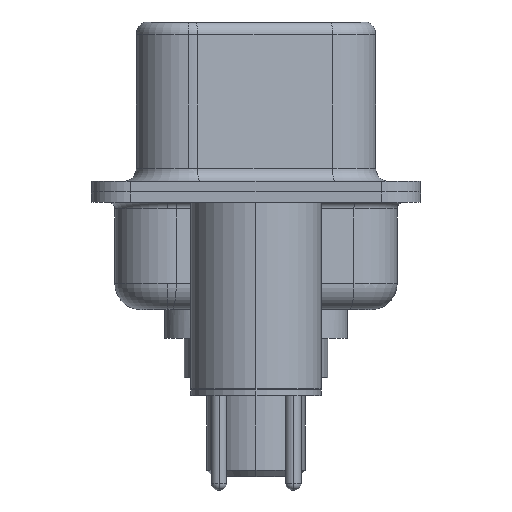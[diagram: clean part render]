
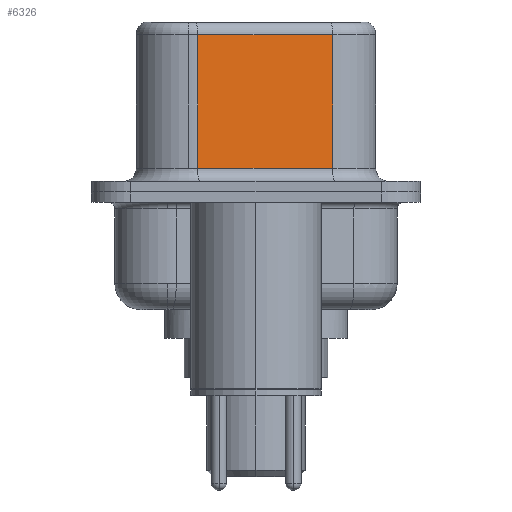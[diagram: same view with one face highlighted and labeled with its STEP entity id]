
A CAD part, left-side view. The second image highlights one B-rep face of the part: STEP entity #6326.
In plain terms, the highlighted planar face has unit normal (-0.985, -0.174, 0).
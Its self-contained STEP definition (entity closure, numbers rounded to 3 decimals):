
#548 = ORIENTED_EDGE ( 'NONE', *, *, #6657, .T. ) ;
#688 = VECTOR ( 'NONE', #7632, 1000. ) ;
#1010 = EDGE_CURVE ( 'NONE', #3633, #10510, #3789, .T. ) ;
#3406 = DIRECTION ( 'NONE',  ( -0.174, 0.985, 0. ) ) ;
#3451 = PLANE ( 'NONE',  #7150 ) ;
#3633 = VERTEX_POINT ( 'NONE', #12970 ) ;
#3742 = CARTESIAN_POINT ( 'NONE',  ( 4.58, -2.927, 6.52 ) ) ;
#3789 = LINE ( 'NONE', #7529, #688 ) ;
#3798 = DIRECTION ( 'NONE',  ( 0.985, 0.174, 0. ) ) ;
#4310 = CARTESIAN_POINT ( 'NONE',  ( 3.67, 2.233, 6.02 ) ) ;
#4406 = VECTOR ( 'NONE', #10286, 1000. ) ;
#4941 = FACE_OUTER_BOUND ( 'NONE', #10528, .T. ) ;
#5406 = ORIENTED_EDGE ( 'NONE', *, *, #13085, .T. ) ;
#6326 = ADVANCED_FACE ( 'NONE', ( #4941 ), #3451, .F. ) ;
#6657 = EDGE_CURVE ( 'NONE', #10437, #7466, #7363, .T. ) ;
#7082 = DIRECTION ( 'NONE',  ( 0., 0., -1. ) ) ;
#7130 = CARTESIAN_POINT ( 'NONE',  ( 4.58, -2.927, 6.02 ) ) ;
#7150 = AXIS2_PLACEMENT_3D ( 'NONE', #3742, #3798, #3406 ) ;
#7181 = EDGE_CURVE ( 'NONE', #10437, #10510, #10007, .T. ) ;
#7363 = LINE ( 'NONE', #7130, #4406 ) ;
#7466 = VERTEX_POINT ( 'NONE', #4310 ) ;
#7529 = CARTESIAN_POINT ( 'NONE',  ( 4.58, -2.927, 0.9 ) ) ;
#7632 = DIRECTION ( 'NONE',  ( 0.174, -0.985, 0. ) ) ;
#8456 = LINE ( 'NONE', #12737, #14144 ) ;
#8596 = DIRECTION ( 'NONE',  ( 0., 0., -1. ) ) ;
#8612 = CARTESIAN_POINT ( 'NONE',  ( 4.58, -2.927, 6.52 ) ) ;
#10007 = LINE ( 'NONE', #8612, #13373 ) ;
#10227 = ORIENTED_EDGE ( 'NONE', *, *, #7181, .F. ) ;
#10286 = DIRECTION ( 'NONE',  ( -0.174, 0.985, 0. ) ) ;
#10437 = VERTEX_POINT ( 'NONE', #10962 ) ;
#10510 = VERTEX_POINT ( 'NONE', #13374 ) ;
#10528 = EDGE_LOOP ( 'NONE', ( #10227, #548, #5406, #12914 ) ) ;
#10962 = CARTESIAN_POINT ( 'NONE',  ( 4.58, -2.927, 6.02 ) ) ;
#12737 = CARTESIAN_POINT ( 'NONE',  ( 3.67, 2.233, 6.52 ) ) ;
#12914 = ORIENTED_EDGE ( 'NONE', *, *, #1010, .T. ) ;
#12970 = CARTESIAN_POINT ( 'NONE',  ( 3.67, 2.233, 0.9 ) ) ;
#13085 = EDGE_CURVE ( 'NONE', #7466, #3633, #8456, .T. ) ;
#13373 = VECTOR ( 'NONE', #8596, 1000. ) ;
#13374 = CARTESIAN_POINT ( 'NONE',  ( 4.58, -2.927, 0.9 ) ) ;
#14144 = VECTOR ( 'NONE', #7082, 1000. ) ;
